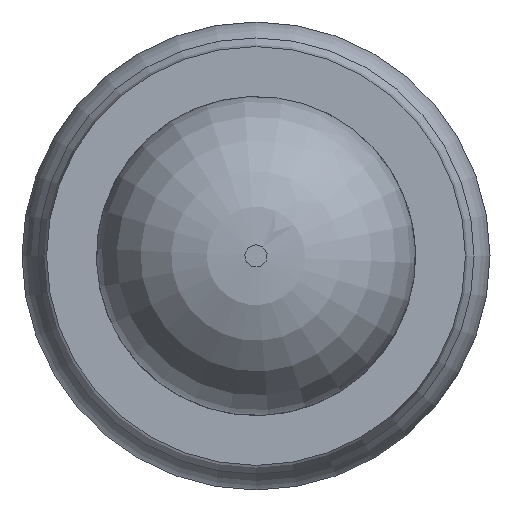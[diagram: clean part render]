
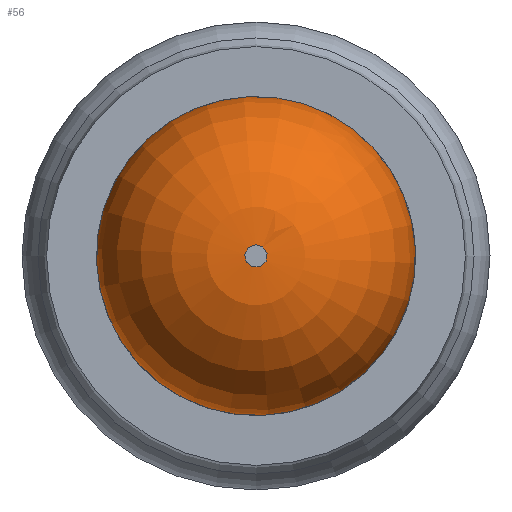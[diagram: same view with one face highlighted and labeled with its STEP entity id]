
A CAD part, left-side view. The second image highlights one B-rep face of the part: STEP entity #56.
In plain terms, the highlighted toroidal (fillet/blend) face has major radius 0.033 mm and minor radius 0.234 mm.
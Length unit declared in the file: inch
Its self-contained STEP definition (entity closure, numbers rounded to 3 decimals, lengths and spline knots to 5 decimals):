
#8 = EDGE_CURVE ( 'NONE', #128, #128, #400, .T. ) ;
#26 = CARTESIAN_POINT ( 'NONE',  ( -0.26282, 0., 0. ) ) ;
#56 = ADVANCED_FACE ( 'NONE', ( #352, #489 ), #178, .T. ) ;
#127 = EDGE_CURVE ( 'NONE', #180, #180, #444, .T. ) ;
#128 = VERTEX_POINT ( 'NONE', #235 ) ;
#146 = ORIENTED_EDGE ( 'NONE', *, *, #8, .F. ) ;
#178 = TOROIDAL_SURFACE ( 'NONE', #616, 0.0013, 0.0092 ) ;
#180 = VERTEX_POINT ( 'NONE', #491 ) ;
#196 = ORIENTED_EDGE ( 'NONE', *, *, #127, .T. ) ;
#224 = DIRECTION ( 'NONE',  ( 0., -0.605, 0.797 ) ) ;
#235 = CARTESIAN_POINT ( 'NONE',  ( -0.26282, -0.00635, 0.00836 ) ) ;
#253 = CARTESIAN_POINT ( 'NONE',  ( -0.26282, 0., 0. ) ) ;
#311 = DIRECTION ( 'NONE',  ( 1., 0., 0. ) ) ;
#352 = FACE_OUTER_BOUND ( 'NONE', #395, .T. ) ;
#355 = DIRECTION ( 'NONE',  ( 0., -0.605, 0.797 ) ) ;
#363 = DIRECTION ( 'NONE',  ( 1., 0., 0. ) ) ;
#386 = CARTESIAN_POINT ( 'NONE',  ( -0.272, 0., 0. ) ) ;
#390 = EDGE_LOOP ( 'NONE', ( #146 ) ) ;
#395 = EDGE_LOOP ( 'NONE', ( #196 ) ) ;
#400 = CIRCLE ( 'NONE', #607, 0.0105 ) ;
#444 = CIRCLE ( 'NONE', #521, 0.00075 ) ;
#489 = FACE_OUTER_BOUND ( 'NONE', #390, .T. ) ;
#491 = CARTESIAN_POINT ( 'NONE',  ( -0.272, -0.00045, 0.0006 ) ) ;
#505 = DIRECTION ( 'NONE',  ( 0., -0.605, 0.797 ) ) ;
#509 = DIRECTION ( 'NONE',  ( 1., 0., 0. ) ) ;
#521 = AXIS2_PLACEMENT_3D ( 'NONE', #386, #509, #505 ) ;
#607 = AXIS2_PLACEMENT_3D ( 'NONE', #253, #311, #355 ) ;
#616 = AXIS2_PLACEMENT_3D ( 'NONE', #26, #363, #224 ) ;
